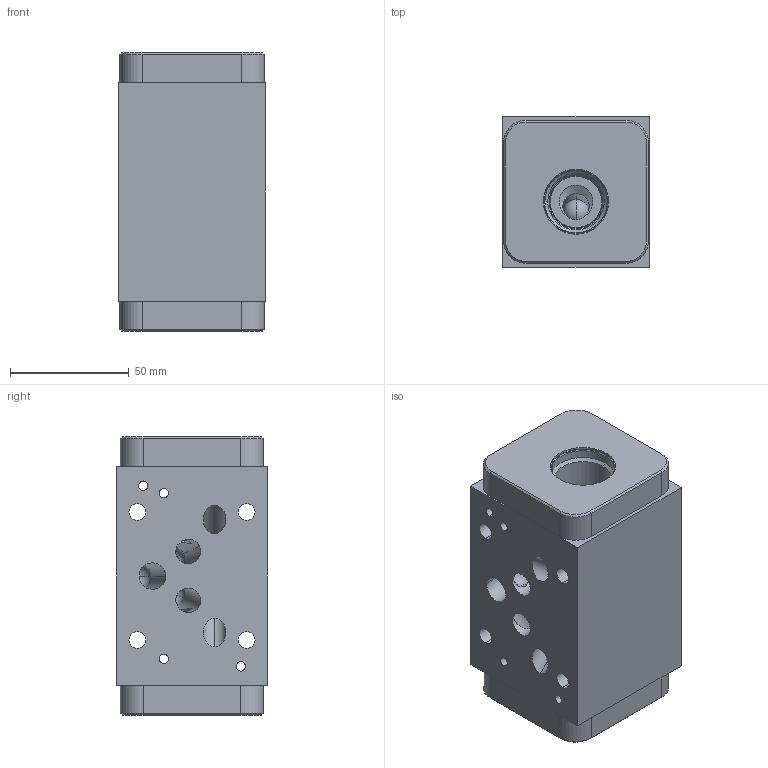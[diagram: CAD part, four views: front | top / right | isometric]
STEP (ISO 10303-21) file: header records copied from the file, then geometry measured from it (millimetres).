
FILE_DESCRIPTION((''),'2;1');
FILE_NAME('DJW_ASM','2019-09-19T',('ProEService'),(''),'PRO/ENGINEER BY PARAMETRIC TECHNOLOGY CORPORATION, 2014200','PRO/ENGINEER BY PARAMETRIC TECHNOLOGY CORPORATION, 2014200','');
FILE_SCHEMA(('CONFIG_CONTROL_DESIGN'));
Length unit declared in the file: inch
Products named in the file (2): 152-588; DJW_ASM
Assembly tree (1 placements, depth 2):
  DJW_ASM
    152-588
Bounding box: 61.93 x 63.5 x 117.47 mm (x, y, z)
Volume: 379642.3 mm3; surface area: 58681.1 mm2
Topology: 1 solids, 1 shells, 133 faces, 554 edges, 524 vertices
Faces by surface type: cylinder 60, plane 28, cone 26, sphere 15, torus 4
Entity records: 6637 total; most frequent: CARTESIAN_POINT 2281, DIRECTION 903, ORIENTED_EDGE 648, VECTOR 353, LINE 353, EDGE_CURVE 324, AXIS2_PLACEMENT_3D 275, TRIMMED_CURVE 218
